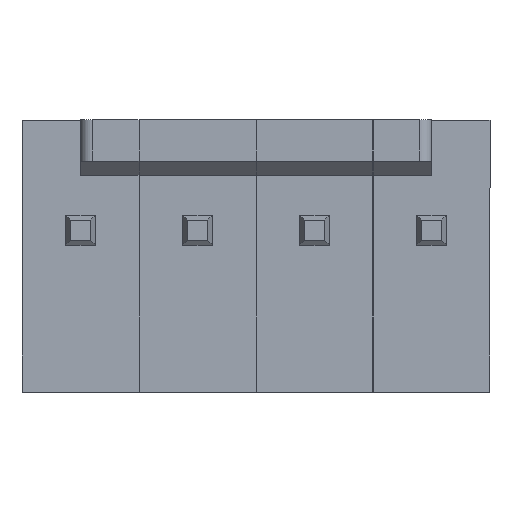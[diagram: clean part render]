
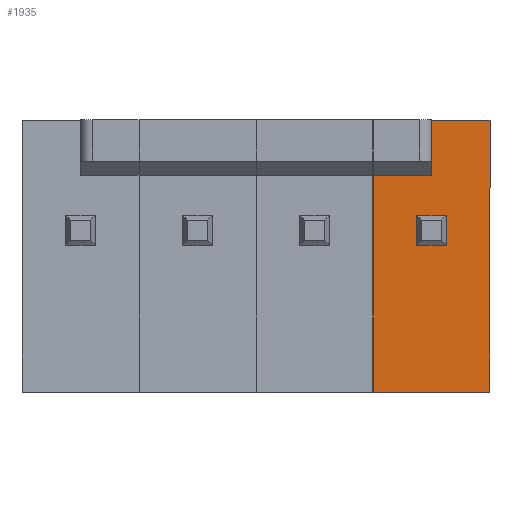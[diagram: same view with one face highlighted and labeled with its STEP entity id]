
A CAD part, top view. The second image highlights one B-rep face of the part: STEP entity #1935.
In plain terms, the highlighted planar face has unit normal (0, 0, 1).
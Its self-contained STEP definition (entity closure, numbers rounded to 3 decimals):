
#38=FACE_BOUND('',#165,.T.);
#58=FACE_OUTER_BOUND('',#164,.T.);
#164=EDGE_LOOP('',(#1254,#1255,#1256,#1257,#1258,#1259));
#165=EDGE_LOOP('',(#1260,#1261,#1262,#1263));
#267=LINE('',#2770,#521);
#282=LINE('',#2799,#536);
#287=LINE('',#2812,#541);
#303=LINE('',#2846,#557);
#305=LINE('',#2849,#559);
#306=LINE('',#2850,#560);
#307=LINE('',#2853,#561);
#308=LINE('',#2855,#562);
#309=LINE('',#2857,#563);
#310=LINE('',#2858,#564);
#521=VECTOR('',#2280,10.);
#536=VECTOR('',#2297,1000.);
#541=VECTOR('',#2308,1000.);
#557=VECTOR('',#2338,1000.);
#559=VECTOR('',#2342,1000.);
#560=VECTOR('',#2343,1000.);
#561=VECTOR('',#2344,1000.);
#562=VECTOR('',#2345,1000.);
#563=VECTOR('',#2346,1000.);
#564=VECTOR('',#2347,1000.);
#774=VERTEX_POINT('',#2766);
#776=VERTEX_POINT('',#2769);
#789=VERTEX_POINT('',#2797);
#793=VERTEX_POINT('',#2809);
#794=VERTEX_POINT('',#2811);
#805=VERTEX_POINT('',#2845);
#806=VERTEX_POINT('',#2851);
#807=VERTEX_POINT('',#2852);
#808=VERTEX_POINT('',#2854);
#809=VERTEX_POINT('',#2856);
#939=EDGE_CURVE('',#776,#774,#267,.T.);
#954=EDGE_CURVE('',#774,#789,#282,.T.);
#960=EDGE_CURVE('',#794,#793,#287,.T.);
#977=EDGE_CURVE('',#776,#805,#303,.T.);
#979=EDGE_CURVE('',#794,#789,#305,.T.);
#980=EDGE_CURVE('',#793,#805,#306,.T.);
#981=EDGE_CURVE('',#806,#807,#307,.T.);
#982=EDGE_CURVE('',#806,#808,#308,.T.);
#983=EDGE_CURVE('',#809,#808,#309,.T.);
#984=EDGE_CURVE('',#807,#809,#310,.T.);
#1254=ORIENTED_EDGE('',*,*,#939,.T.);
#1255=ORIENTED_EDGE('',*,*,#954,.T.);
#1256=ORIENTED_EDGE('',*,*,#979,.F.);
#1257=ORIENTED_EDGE('',*,*,#960,.T.);
#1258=ORIENTED_EDGE('',*,*,#980,.T.);
#1259=ORIENTED_EDGE('',*,*,#977,.F.);
#1260=ORIENTED_EDGE('',*,*,#981,.F.);
#1261=ORIENTED_EDGE('',*,*,#982,.T.);
#1262=ORIENTED_EDGE('',*,*,#983,.F.);
#1263=ORIENTED_EDGE('',*,*,#984,.F.);
#1722=PLANE('',#2169);
#1935=ADVANCED_FACE('',(#58,#38),#1722,.T.);
#2169=AXIS2_PLACEMENT_3D('',#2848,#2340,#2341);
#2280=DIRECTION('',(0.,-1.,0.));
#2297=DIRECTION('',(1.,0.,0.));
#2308=DIRECTION('',(-1.,0.,0.));
#2338=DIRECTION('',(1.,0.,0.));
#2340=DIRECTION('center_axis',(0.,0.,
1.));
#2341=DIRECTION('ref_axis',(1.,0.,0.));
#2342=DIRECTION('',(0.,-1.,0.));
#2343=DIRECTION('',(0.,-1.,0.));
#2344=DIRECTION('',(1.,0.,0.));
#2345=DIRECTION('',(0.,1.,0.));
#2346=DIRECTION('',(-1.,0.,0.));
#2347=DIRECTION('',(0.,1.,0.));
#2766=CARTESIAN_POINT('',(-1.27,-3.5,3.));
#2769=CARTESIAN_POINT('',(-1.27,1.5,3.));
#2770=CARTESIAN_POINT('',(-1.27,0.,3.));
#2797=CARTESIAN_POINT('',(1.27,-3.5,3.));
#2799=CARTESIAN_POINT('',(-5.08,-3.5,3.));
#2809=CARTESIAN_POINT('',(0.,2.4,3.));
#2811=CARTESIAN_POINT('',(1.27,2.4,3.));
#2812=CARTESIAN_POINT('',(-5.08,2.4,3.));
#2845=CARTESIAN_POINT('',(0.,1.5,3.));
#2846=CARTESIAN_POINT('',(0.,1.5,3.));
#2848=CARTESIAN_POINT('Origin',(-5.08,0.,3.));
#2849=CARTESIAN_POINT('',(1.27,-3.5,3.));
#2850=CARTESIAN_POINT('',(0.,0.,3.));
#2851=CARTESIAN_POINT('',(-0.32,-0.32,3.));
#2852=CARTESIAN_POINT('',(0.32,-0.32,3.));
#2853=CARTESIAN_POINT('',(-0.32,-0.32,3.));
#2854=CARTESIAN_POINT('',(-0.32,0.32,3.));
#2855=CARTESIAN_POINT('',(-0.32,0.,3.));
#2856=CARTESIAN_POINT('',(0.32,0.32,3.));
#2857=CARTESIAN_POINT('',(0.32,0.32,3.));
#2858=CARTESIAN_POINT('',(0.32,-0.32,3.));
